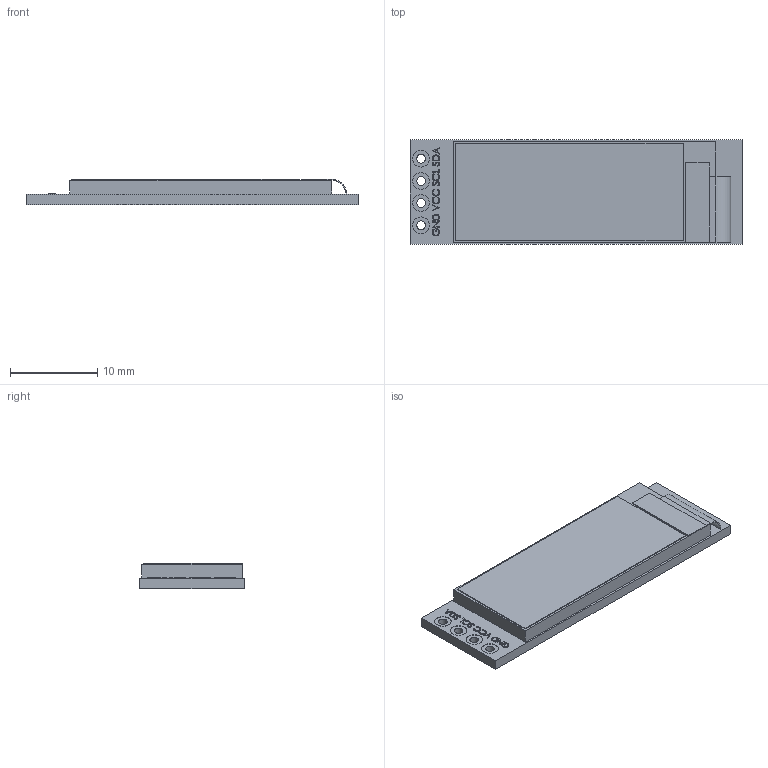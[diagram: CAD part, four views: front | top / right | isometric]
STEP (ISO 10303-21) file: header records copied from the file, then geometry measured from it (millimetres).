
FILE_DESCRIPTION(/* description */ (''),/* implementation_level */ '2;1');
FILE_NAME(/* name */ '128x32-OLED v2.step',/* time_stamp */ '2023-12-31T11:54:04-06:00',/* author */ (''),/* organization */ (''),/* preprocessor_version */ 'ST-DEVELOPER v20',/* originating_system */ 'Autodesk Translation Framework v12.14.0.127',/* authorisation */ '');
FILE_SCHEMA (('AUTOMOTIVE_DESIGN { 1 0 10303 214 3 1 1 }'));
Length unit declared in the file: millimetre
Products named in the file (1): 128x32-OLED
Bounding box: 38 x 12 x 2.9 mm (x, y, z)
Volume: 1128.2 mm3; surface area: 1919.8 mm2
Topology: 14 solids, 14 shells, 215 faces, 530 edges, 352 vertices
Faces by surface type: plane 117, bspline 80, cylinder 18
Full cylindrical faces by diameter (mm): 1 x4, 1.9 x8
Entity records: 12627 total; most frequent: CARTESIAN_POINT 7922, ORIENTED_EDGE 1060, DIRECTION 679, EDGE_CURVE 530, VERTEX_POINT 352, LINE 333, VECTOR 333, EDGE_LOOP 238
